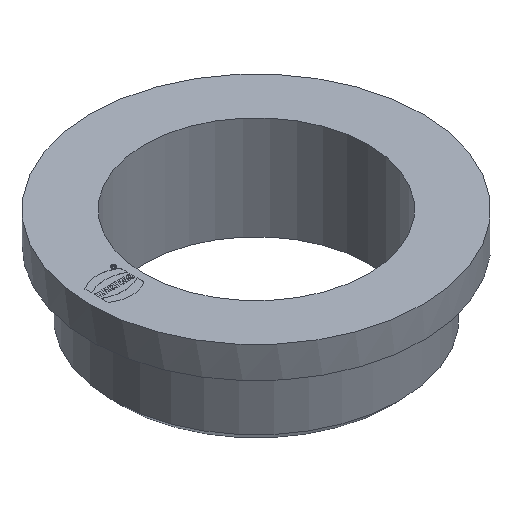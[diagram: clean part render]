
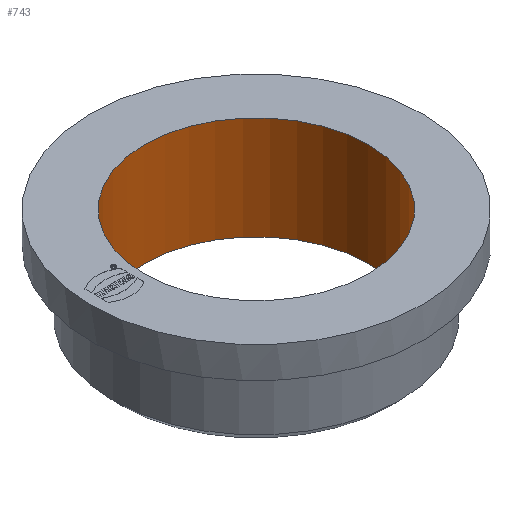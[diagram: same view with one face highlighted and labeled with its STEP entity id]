
A CAD part, isometric view. The second image highlights one B-rep face of the part: STEP entity #743.
In plain terms, the highlighted cylindrical face has radius 12.5 mm (diameter 25 mm), a full revolution.
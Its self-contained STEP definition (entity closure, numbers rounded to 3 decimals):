
#720=CYLINDRICAL_SURFACE('',#2712,12.5);
#743=ADVANCED_FACE('',(#1422,#1423),#720,.F.);
#1422=FACE_BOUND('',#1464,.T.);
#1423=FACE_BOUND('',#1465,.T.);
#1464=EDGE_LOOP('',(#1663));
#1465=EDGE_LOOP('',(#1664));
#1663=ORIENTED_EDGE('',*,*,#2347,.T.);
#1664=ORIENTED_EDGE('',*,*,#2374,.T.);
#2166=VERTEX_POINT('',#3487);
#2193=VERTEX_POINT('',#3542);
#2347=EDGE_CURVE('',#2166,#2166,#2567,.T.);
#2374=EDGE_CURVE('',#2193,#2193,#2572,.T.);
#2567=CIRCLE('',#2705,12.5);
#2572=CIRCLE('',#2711,12.5);
#2705=AXIS2_PLACEMENT_3D('',#3486,#2893,#2894);
#2711=AXIS2_PLACEMENT_3D('',#3541,#2927,#2928);
#2712=AXIS2_PLACEMENT_3D('',#3543,#2929,#2930);
#2893=DIRECTION('',(0.,0.,1.));
#2894=DIRECTION('',(1.,0.,0.));
#2927=DIRECTION('',(0.,0.,-1.));
#2928=DIRECTION('',(-1.,0.,0.));
#2929=DIRECTION('',(0.,0.,-1.));
#2930=DIRECTION('',(1.,0.,0.));
#3486=CARTESIAN_POINT('',(0.,0.,3.5));
#3487=CARTESIAN_POINT('',(12.5,0.,3.5));
#3541=CARTESIAN_POINT('',(0.,0.,-8.));
#3542=CARTESIAN_POINT('',(-12.5,0.,-8.));
#3543=CARTESIAN_POINT('',(0.,0.,3.));
